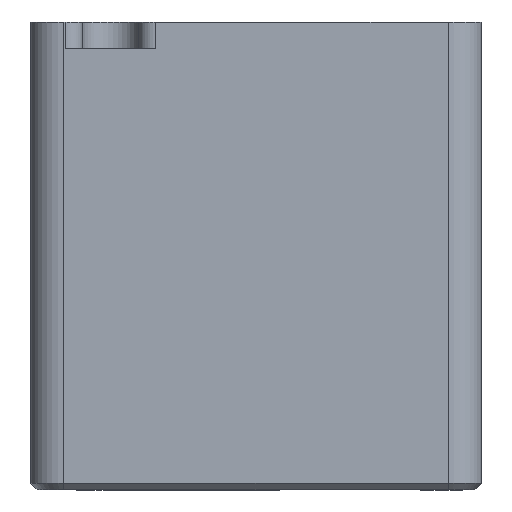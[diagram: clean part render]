
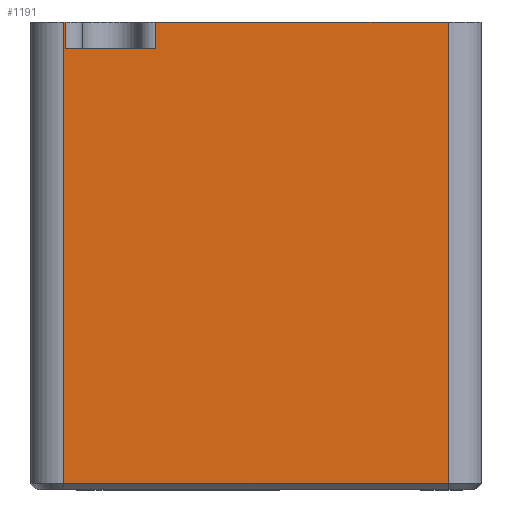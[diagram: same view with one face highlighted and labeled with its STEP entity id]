
A CAD part, left-side view. The second image highlights one B-rep face of the part: STEP entity #1191.
In plain terms, the highlighted planar face has unit normal (-1, 0, 0).
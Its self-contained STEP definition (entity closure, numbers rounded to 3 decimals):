
#66=LINE('',#1914,#156);
#83=LINE('',#1961,#173);
#84=LINE('',#1965,#174);
#85=LINE('',#1967,#175);
#86=LINE('',#1969,#176);
#87=LINE('',#1971,#177);
#88=LINE('',#1973,#178);
#89=LINE('',#1974,#179);
#156=VECTOR('',#1515,10.);
#173=VECTOR('',#1564,10.);
#174=VECTOR('',#1569,2.);
#175=VECTOR('',#1570,10.);
#176=VECTOR('',#1571,10.);
#177=VECTOR('',#1572,10.);
#178=VECTOR('',#1573,10.);
#179=VECTOR('',#1574,10.);
#292=FACE_OUTER_BOUND('',#378,.T.);
#378=EDGE_LOOP('',(#898,#899,#900,#901,#902,#903,#904,#905));
#546=VERTEX_POINT('',#1910);
#547=VERTEX_POINT('',#1912);
#561=VERTEX_POINT('',#1960);
#562=VERTEX_POINT('',#1964);
#563=VERTEX_POINT('',#1966);
#564=VERTEX_POINT('',#1968);
#565=VERTEX_POINT('',#1970);
#566=VERTEX_POINT('',#1972);
#660=EDGE_CURVE('',#547,#546,#66,.T.);
#683=EDGE_CURVE('',#546,#561,#83,.T.);
#685=EDGE_CURVE('',#562,#547,#84,.T.);
#686=EDGE_CURVE('',#563,#562,#85,.T.);
#687=EDGE_CURVE('',#564,#563,#86,.T.);
#688=EDGE_CURVE('',#564,#565,#87,.T.);
#689=EDGE_CURVE('',#566,#565,#88,.T.);
#690=EDGE_CURVE('',#561,#566,#89,.T.);
#898=ORIENTED_EDGE('',*,*,#660,.F.);
#899=ORIENTED_EDGE('',*,*,#685,.F.);
#900=ORIENTED_EDGE('',*,*,#686,.F.);
#901=ORIENTED_EDGE('',*,*,#687,.F.);
#902=ORIENTED_EDGE('',*,*,#688,.T.);
#903=ORIENTED_EDGE('',*,*,#689,.F.);
#904=ORIENTED_EDGE('',*,*,#690,.F.);
#905=ORIENTED_EDGE('',*,*,#683,.F.);
#1152=PLANE('',#1314);
#1191=ADVANCED_FACE('',(#292),#1152,.T.);
#1314=AXIS2_PLACEMENT_3D('',#1963,#1567,#1568);
#1515=DIRECTION('',(0.,1.,0.));
#1564=DIRECTION('',(0.,0.,1.));
#1567=DIRECTION('center_axis',(-1.,0.,0.));
#1568=DIRECTION('ref_axis',(0.,-1.,0.));
#1569=DIRECTION('',(0.,0.,-1.));
#1570=DIRECTION('',(0.,-1.,0.));
#1571=DIRECTION('',(0.,0.,1.));
#1572=DIRECTION('',(0.,1.,0.));
#1573=DIRECTION('',(0.,0.,-1.));
#1574=DIRECTION('',(0.,-1.,0.));
#1910=CARTESIAN_POINT('',(-16.2,11.5,-19.6));
#1912=CARTESIAN_POINT('',(-16.2,-11.5,-19.6));
#1914=CARTESIAN_POINT('',(-16.2,6.75,-19.6));
#1960=CARTESIAN_POINT('',(-16.2,11.5,8.));
#1961=CARTESIAN_POINT('',(-16.2,11.5,0.));
#1963=CARTESIAN_POINT('Origin',(-16.2,13.5,0.));
#1964=CARTESIAN_POINT('',(-16.2,-11.5,8.));
#1965=CARTESIAN_POINT('',(-16.2,-11.5,0.));
#1966=CARTESIAN_POINT('',(-16.2,6.018,8.));
#1967=CARTESIAN_POINT('',(-16.2,6.75,8.));
#1968=CARTESIAN_POINT('',(-16.2,6.018,6.4));
#1969=CARTESIAN_POINT('',(-16.2,6.018,8.4));
#1970=CARTESIAN_POINT('',(-16.2,11.385,6.4));
#1971=CARTESIAN_POINT('',(-16.2,6.75,6.4));
#1972=CARTESIAN_POINT('',(-16.2,11.385,8.));
#1973=CARTESIAN_POINT('',(-16.2,11.385,8.4));
#1974=CARTESIAN_POINT('',(-16.2,6.75,8.));
